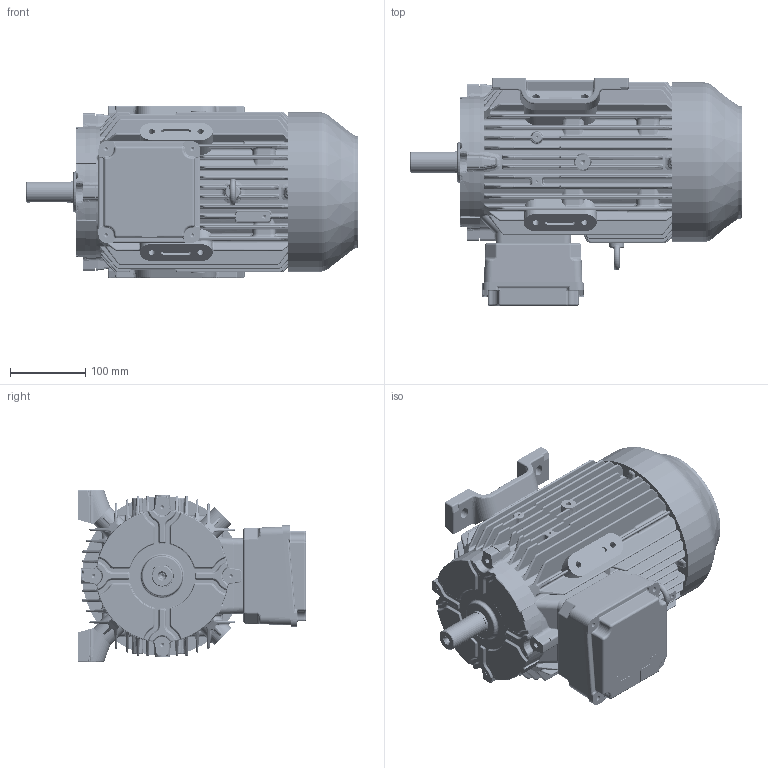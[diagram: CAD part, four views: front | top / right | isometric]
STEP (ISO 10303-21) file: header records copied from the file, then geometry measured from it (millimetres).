
FILE_DESCRIPTION( ( 'Unknown' ), '1' );
FILE_NAME( 'WP-DF112MX B3.stp', 'Unknown', ( 'Unknown' ), ( 'Unknown' ), 'PSStep 17.0.49', 'Unknown', ' ' );
FILE_SCHEMA( ( 'AUTOMOTIVE_DESIGN { 1 0 10303 214 1 1 1 1 }' ) );
Length unit declared in the file: millimetre
Products named in the file (2): 1; 2
Bounding box: 442 x 303.53 x 230.06 mm (x, y, z)
Volume: 4862749.6 mm3; surface area: 1141688.4 mm2
Topology: 2 solids, 11 shells, 4983 faces, 12736 edges, 7659 vertices
Faces by surface type: cylinder 1719, bspline 1486, plane 1205, torus 196, cone 195, sphere 182
Full cylindrical faces by diameter (mm): 2.359 x2, 3.2 x4, 4.5 x4, 5.088 x5, 5.188 x12, 6.4 x1, 6.5 x4, 6.8 x4, 6.9 x4, 6.985 x3, 7 x8, 7.794 x1, 8 x2, 8.4 x1, 8.5 x8, 10.9 x2, 11 x2, 20 x1, 28 x1, 29.875 x1, 30.2 x1, 42 x1, 62 x1, 148 x1, 150 x1, 165 x1, 165.9 x1, 171 x2, 212.8 x1
Entity records: 351395 total; most frequent: CARTESIAN_POINT 200634, ORIENTED_EDGE 24622, DIRECTION 21576, EDGE_CURVE 12311, AXIS2_PLACEMENT_3D 8530, VERTEX_POINT 7584, EDGE_LOOP 5413, FACE_OUTER_BOUND 5078
